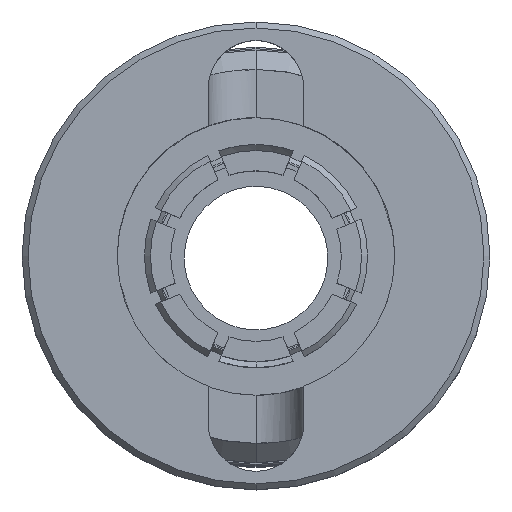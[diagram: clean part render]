
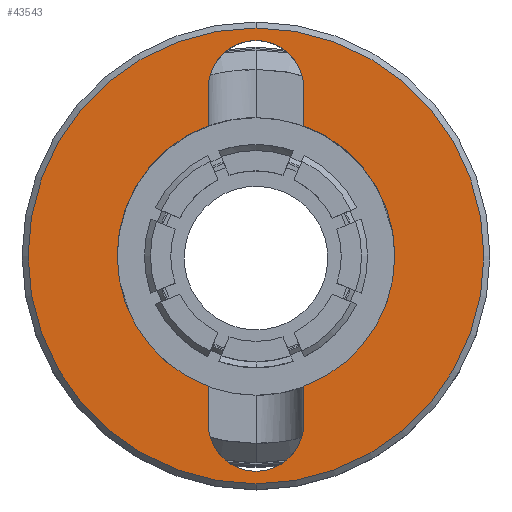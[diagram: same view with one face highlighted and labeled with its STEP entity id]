
A CAD part, top view. The second image highlights one B-rep face of the part: STEP entity #43543.
In plain terms, the highlighted planar face has unit normal (0, 0, 1).
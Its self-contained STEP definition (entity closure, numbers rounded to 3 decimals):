
#1238 = ORIENTED_EDGE ( 'NONE', *, *, #127000, .T. ) ;
#4621 = DIRECTION ( 'NONE',  ( 0., 0., 1. ) ) ;
#7066 = ORIENTED_EDGE ( 'NONE', *, *, #80388, .F. ) ;
#9348 = CARTESIAN_POINT ( 'NONE',  ( -0.8, 2.8, 20.45 ) ) ;
#9981 = VECTOR ( 'NONE', #34289, 1000. ) ;
#10156 = DIRECTION ( 'NONE',  ( 0., 0., 1. ) ) ;
#10203 = CIRCLE ( 'NONE', #108304, 2.32 ) ;
#10735 = FACE_OUTER_BOUND ( 'NONE', #85808, .T. ) ;
#16735 = VERTEX_POINT ( 'NONE', #152002 ) ;
#18564 = LINE ( 'NONE', #53664, #55810 ) ;
#18780 = CARTESIAN_POINT ( 'NONE',  ( 0., 0., 20.45 ) ) ;
#21215 = VERTEX_POINT ( 'NONE', #72849 ) ;
#26417 = VERTEX_POINT ( 'NONE', #150449 ) ;
#27865 = DIRECTION ( 'NONE',  ( 0., 1., 0. ) ) ;
#28178 = CARTESIAN_POINT ( 'NONE',  ( 0.8, -2.178, 20.45 ) ) ;
#33693 = DIRECTION ( 'NONE',  ( 0., 1., 0. ) ) ;
#33711 = VECTOR ( 'NONE', #27865, 1000. ) ;
#34289 = DIRECTION ( 'NONE',  ( 0., -1., 0. ) ) ;
#35932 = ORIENTED_EDGE ( 'NONE', *, *, #126046, .T. ) ;
#36148 = ORIENTED_EDGE ( 'NONE', *, *, #104196, .F. ) ;
#40102 = ORIENTED_EDGE ( 'NONE', *, *, #110677, .F. ) ;
#42645 = EDGE_CURVE ( 'NONE', #146027, #154019, #143932, .T. ) ;
#43543 = ADVANCED_FACE ( 'NONE', ( #10735, #161703 ), #122785, .F. ) ;
#45343 = DIRECTION ( 'NONE',  ( 0., 0., -1. ) ) ;
#45451 = CIRCLE ( 'NONE', #114233, 0.8 ) ;
#46736 = LINE ( 'NONE', #70808, #9981 ) ;
#49678 = ORIENTED_EDGE ( 'NONE', *, *, #97249, .F. ) ;
#50152 = VERTEX_POINT ( 'NONE', #64342 ) ;
#50558 = DIRECTION ( 'NONE',  ( 0., 1., 0. ) ) ;
#51554 = VERTEX_POINT ( 'NONE', #161306 ) ;
#52991 = EDGE_LOOP ( 'NONE', ( #64381, #57509, #152714, #36148, #54443, #7066, #49678, #40102 ) ) ;
#53664 = CARTESIAN_POINT ( 'NONE',  ( -0.8, -2.8, 20.45 ) ) ;
#54443 = ORIENTED_EDGE ( 'NONE', *, *, #128962, .T. ) ;
#55810 = VECTOR ( 'NONE', #83269, 1000. ) ;
#57509 = ORIENTED_EDGE ( 'NONE', *, *, #42645, .F. ) ;
#58591 = CARTESIAN_POINT ( 'NONE',  ( 0., 0., 20.45 ) ) ;
#58613 = CIRCLE ( 'NONE', #79783, 0.8 ) ;
#59127 = CARTESIAN_POINT ( 'NONE',  ( 0., 0., 20.45 ) ) ;
#59380 = DIRECTION ( 'NONE',  ( 0., 0., -1. ) ) ;
#60549 = DIRECTION ( 'NONE',  ( 0., 0., -1. ) ) ;
#60786 = DIRECTION ( 'NONE',  ( 0., 1., 0. ) ) ;
#63733 = CARTESIAN_POINT ( 'NONE',  ( 0., 2.8, 20.45 ) ) ;
#64342 = CARTESIAN_POINT ( 'NONE',  ( -0.8, -2.8, 20.45 ) ) ;
#64381 = ORIENTED_EDGE ( 'NONE', *, *, #98013, .T. ) ;
#65301 = CARTESIAN_POINT ( 'NONE',  ( 0.8, -2.8, 20.45 ) ) ;
#70808 = CARTESIAN_POINT ( 'NONE',  ( -0.8, -2.8, 20.45 ) ) ;
#71138 = VECTOR ( 'NONE', #101016, 1000. ) ;
#71723 = VERTEX_POINT ( 'NONE', #128265 ) ;
#72020 = CARTESIAN_POINT ( 'NONE',  ( 0.8, -2.8, 20.45 ) ) ;
#72849 = CARTESIAN_POINT ( 'NONE',  ( 0.8, 2.8, 20.45 ) ) ;
#77247 = CARTESIAN_POINT ( 'NONE',  ( -0.8, -2.178, 20.45 ) ) ;
#78905 = CARTESIAN_POINT ( 'NONE',  ( 0., 0., 20.45 ) ) ;
#79783 = AXIS2_PLACEMENT_3D ( 'NONE', #63733, #114345, #139224 ) ;
#80118 = CARTESIAN_POINT ( 'NONE',  ( 0., -2.8, 20.45 ) ) ;
#80388 = EDGE_CURVE ( 'NONE', #86839, #26417, #18564, .T. ) ;
#83269 = DIRECTION ( 'NONE',  ( 0., -1., 0. ) ) ;
#85808 = EDGE_LOOP ( 'NONE', ( #35932, #1238 ) ) ;
#86839 = VERTEX_POINT ( 'NONE', #9348 ) ;
#89076 = AXIS2_PLACEMENT_3D ( 'NONE', #59127, #10156, #60786 ) ;
#90207 = LINE ( 'NONE', #65301, #71138 ) ;
#90909 = CARTESIAN_POINT ( 'NONE',  ( 0.8, -2.8, 20.45 ) ) ;
#91672 = CIRCLE ( 'NONE', #89076, 3.81 ) ;
#97249 = EDGE_CURVE ( 'NONE', #21215, #86839, #58613, .T. ) ;
#98013 = EDGE_CURVE ( 'NONE', #51554, #154019, #132874, .T. ) ;
#101016 = DIRECTION ( 'NONE',  ( 0., 1., 0. ) ) ;
#104196 = EDGE_CURVE ( 'NONE', #144169, #50152, #46736, .T. ) ;
#108304 = AXIS2_PLACEMENT_3D ( 'NONE', #18780, #45343, #156478 ) ;
#110677 = EDGE_CURVE ( 'NONE', #51554, #21215, #90207, .T. ) ;
#114233 = AXIS2_PLACEMENT_3D ( 'NONE', #80118, #4621, #155577 ) ;
#114345 = DIRECTION ( 'NONE',  ( 0., 0., 1. ) ) ;
#116266 = DIRECTION ( 'NONE',  ( 0., 0., 1. ) ) ;
#120578 = EDGE_CURVE ( 'NONE', #50152, #146027, #45451, .T. ) ;
#122785 = PLANE ( 'NONE',  #124063 ) ;
#124063 = AXIS2_PLACEMENT_3D ( 'NONE', #162518, #60549, #50558 ) ;
#126046 = EDGE_CURVE ( 'NONE', #16735, #71723, #136464, .T. ) ;
#127000 = EDGE_CURVE ( 'NONE', #71723, #16735, #91672, .T. ) ;
#128265 = CARTESIAN_POINT ( 'NONE',  ( 0., -3.81, 20.45 ) ) ;
#128962 = EDGE_CURVE ( 'NONE', #144169, #26417, #10203, .T. ) ;
#132874 = CIRCLE ( 'NONE', #146092, 2.32 ) ;
#136464 = CIRCLE ( 'NONE', #157622, 3.81 ) ;
#139224 = DIRECTION ( 'NONE',  ( 1., 0., 0. ) ) ;
#143932 = LINE ( 'NONE', #90909, #33711 ) ;
#144169 = VERTEX_POINT ( 'NONE', #77247 ) ;
#146027 = VERTEX_POINT ( 'NONE', #72020 ) ;
#146092 = AXIS2_PLACEMENT_3D ( 'NONE', #58591, #59380, #33693 ) ;
#150449 = CARTESIAN_POINT ( 'NONE',  ( -0.8, 2.178, 20.45 ) ) ;
#152002 = CARTESIAN_POINT ( 'NONE',  ( 0., 3.81, 20.45 ) ) ;
#152714 = ORIENTED_EDGE ( 'NONE', *, *, #120578, .F. ) ;
#154019 = VERTEX_POINT ( 'NONE', #28178 ) ;
#155577 = DIRECTION ( 'NONE',  ( 1., 0., 0. ) ) ;
#156478 = DIRECTION ( 'NONE',  ( 0., 1., 0. ) ) ;
#157622 = AXIS2_PLACEMENT_3D ( 'NONE', #78905, #116266, #157625 ) ;
#157625 = DIRECTION ( 'NONE',  ( 0., 1., 0. ) ) ;
#161306 = CARTESIAN_POINT ( 'NONE',  ( 0.8, 2.178, 20.45 ) ) ;
#161703 = FACE_BOUND ( 'NONE', #52991, .T. ) ;
#162518 = CARTESIAN_POINT ( 'NONE',  ( 0., 0., 20.45 ) ) ;
